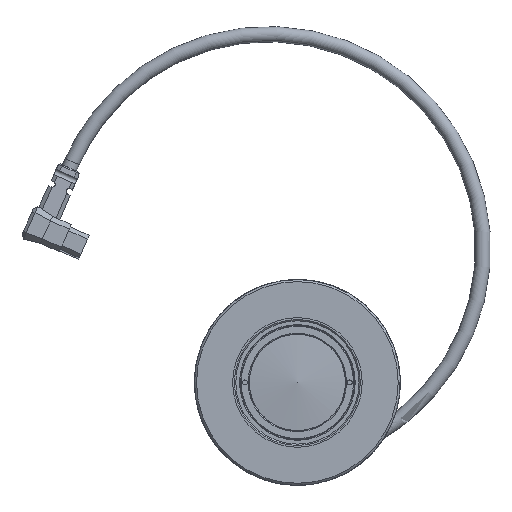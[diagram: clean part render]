
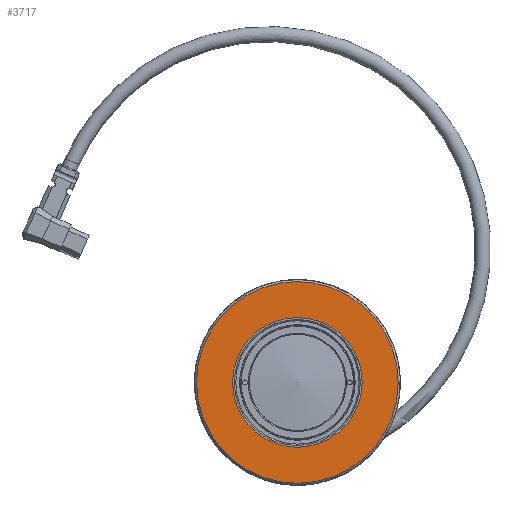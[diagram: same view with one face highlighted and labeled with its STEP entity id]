
A CAD part, left-side view. The second image highlights one B-rep face of the part: STEP entity #3717.
In plain terms, the highlighted planar face has unit normal (-1, 0, 0).
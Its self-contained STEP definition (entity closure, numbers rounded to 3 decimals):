
#1125=PLANE('',#13506);
#3155=FACE_BOUND('',#4883,.T.);
#3156=FACE_BOUND('',#4884,.T.);
#3717=ADVANCED_FACE('BCT_REF_132402',(#3155,#3156),#1125,.F.);
#4883=EDGE_LOOP('',(#6531));
#4884=EDGE_LOOP('',(#6532));
#6531=ORIENTED_EDGE('',*,*,#11409,.F.);
#6532=ORIENTED_EDGE('',*,*,#11408,.T.);
#9709=VERTEX_POINT('',#18272);
#9710=VERTEX_POINT('',#18275);
#11408=EDGE_CURVE('',#9709,#9709,#12869,.T.);
#11409=EDGE_CURVE('BCT_REF_125861',#9710,#9710,#12870,.T.);
#12869=CIRCLE('',#13503,24.5);
#12870=CIRCLE('',#13505,15.7);
#13503=AXIS2_PLACEMENT_3D('',#18271,#15279,#15280);
#13505=AXIS2_PLACEMENT_3D('',#18274,#15283,#15284);
#13506=AXIS2_PLACEMENT_3D('',#18276,#15285,#15286);
#15279=DIRECTION('',(-1.,0.,0.));
#15280=DIRECTION('',(0.,-0.866,0.5));
#15283=DIRECTION('',(-1.,0.,0.));
#15284=DIRECTION('',(0.,-0.866,0.5));
#15285=DIRECTION('',(1.,0.,0.));
#15286=DIRECTION('',(0.,0.866,-0.5));
#18271=CARTESIAN_POINT('',(-50.758,0.,0.));
#18272=CARTESIAN_POINT('',(-50.758,-21.218,12.25));
#18274=CARTESIAN_POINT('',(-50.758,0.,0.));
#18275=CARTESIAN_POINT('',(-50.758,-13.597,7.85));
#18276=CARTESIAN_POINT('',(-50.758,12.25,21.218));
